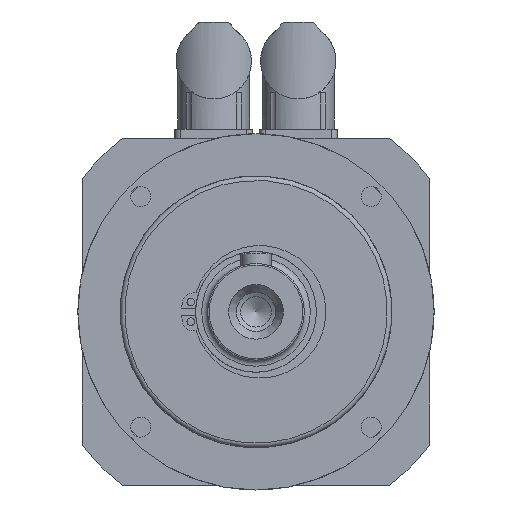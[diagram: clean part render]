
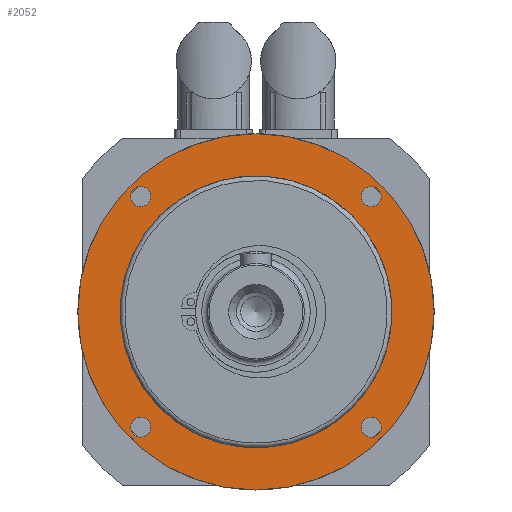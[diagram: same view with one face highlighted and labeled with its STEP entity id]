
A CAD part, front view. The second image highlights one B-rep face of the part: STEP entity #2052.
In plain terms, the highlighted face is planar.
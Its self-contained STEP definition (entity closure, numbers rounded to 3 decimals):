
#768=FACE_BOUND('',#3578,.T.);
#769=FACE_BOUND('',#3579,.T.);
#770=FACE_BOUND('',#3580,.T.);
#771=FACE_BOUND('',#3581,.T.);
#772=FACE_BOUND('',#3582,.T.);
#1055=CIRCLE('',#11625,3.324);
#1057=CIRCLE('',#11628,3.324);
#1059=CIRCLE('',#11631,3.324);
#1061=CIRCLE('',#11634,3.324);
#1343=CIRCLE('',#12060,45.);
#1347=CIRCLE('',#12073,59.);
#2052=ADVANCED_FACE('',(#2831,#768,#769,#770,#771,#772),#2448,.T.);
#2448=PLANE('',#12076);
#2831=FACE_OUTER_BOUND('',#3577,.T.);
#3577=EDGE_LOOP('',(#6265));
#3578=EDGE_LOOP('',(#6266));
#3579=EDGE_LOOP('',(#6267));
#3580=EDGE_LOOP('',(#6268));
#3581=EDGE_LOOP('',(#6269));
#3582=EDGE_LOOP('',(#6270));
#6265=ORIENTED_EDGE('',*,*,#9653,.T.);
#6266=ORIENTED_EDGE('',*,*,#9179,.T.);
#6267=ORIENTED_EDGE('',*,*,#9181,.T.);
#6268=ORIENTED_EDGE('',*,*,#9183,.T.);
#6269=ORIENTED_EDGE('',*,*,#9185,.T.);
#6270=ORIENTED_EDGE('',*,*,#9649,.F.);
#7908=VERTEX_POINT('',#18229);
#7909=VERTEX_POINT('',#18233);
#7910=VERTEX_POINT('',#18237);
#7911=VERTEX_POINT('',#18241);
#8260=VERTEX_POINT('',#19506);
#8264=VERTEX_POINT('',#19523);
#9179=EDGE_CURVE('',#7908,#7908,#1055,.T.);
#9181=EDGE_CURVE('',#7909,#7909,#1057,.T.);
#9183=EDGE_CURVE('',#7910,#7910,#1059,.T.);
#9185=EDGE_CURVE('',#7911,#7911,#1061,.T.);
#9649=EDGE_CURVE('',#8260,#8260,#1343,.T.);
#9653=EDGE_CURVE('',#8264,#8264,#1347,.T.);
#11625=AXIS2_PLACEMENT_3D('',#18228,#13826,#13827);
#11628=AXIS2_PLACEMENT_3D('',#18232,#13832,#13833);
#11631=AXIS2_PLACEMENT_3D('',#18236,#13838,#13839);
#11634=AXIS2_PLACEMENT_3D('',#18240,#13844,#13845);
#12060=AXIS2_PLACEMENT_3D('',#19505,#14802,#14803);
#12073=AXIS2_PLACEMENT_3D('',#19522,#14828,#14829);
#12076=AXIS2_PLACEMENT_3D('',#19527,#14834,#14835);
#13826=DIRECTION('',(-1.,0.,0.));
#13827=DIRECTION('',(0.,-1.,0.));
#13832=DIRECTION('',(-1.,0.,0.));
#13833=DIRECTION('',(0.,0.,1.));
#13838=DIRECTION('',(-1.,0.,0.));
#13839=DIRECTION('',(0.,1.,0.));
#13844=DIRECTION('',(-1.,0.,0.));
#13845=DIRECTION('',(0.,0.,-1.));
#14802=DIRECTION('',(1.,0.,0.));
#14803=DIRECTION('',(0.,1.,0.));
#14828=DIRECTION('',(1.,0.,0.));
#14829=DIRECTION('',(0.,1.,0.));
#14834=DIRECTION('',(1.,0.,0.));
#14835=DIRECTION('',(0.,0.,-1.));
#18228=CARTESIAN_POINT('',(134.5,-38.184,-38.184));
#18229=CARTESIAN_POINT('',(134.5,-41.507,-38.184));
#18232=CARTESIAN_POINT('',(134.5,-38.184,38.184));
#18233=CARTESIAN_POINT('',(134.5,-38.184,41.507));
#18236=CARTESIAN_POINT('',(134.5,38.184,38.184));
#18237=CARTESIAN_POINT('',(134.5,41.507,38.184));
#18240=CARTESIAN_POINT('',(134.5,38.184,-38.184));
#18241=CARTESIAN_POINT('',(134.5,38.184,-41.507));
#19505=CARTESIAN_POINT('',(134.5,0.,0.));
#19506=CARTESIAN_POINT('',(134.5,45.,0.));
#19522=CARTESIAN_POINT('',(134.5,0.,0.));
#19523=CARTESIAN_POINT('',(134.5,59.,0.));
#19527=CARTESIAN_POINT('',(134.5,52.,0.));
